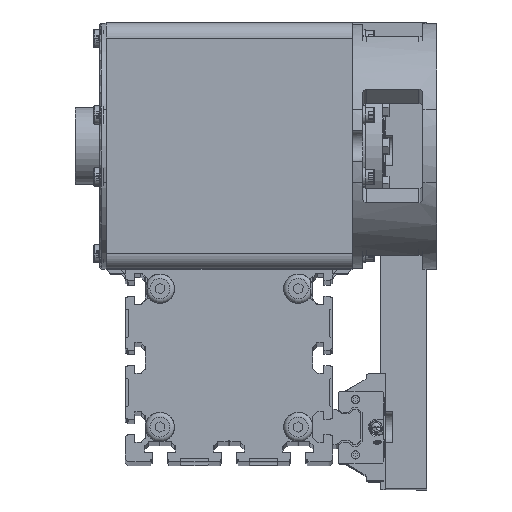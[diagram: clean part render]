
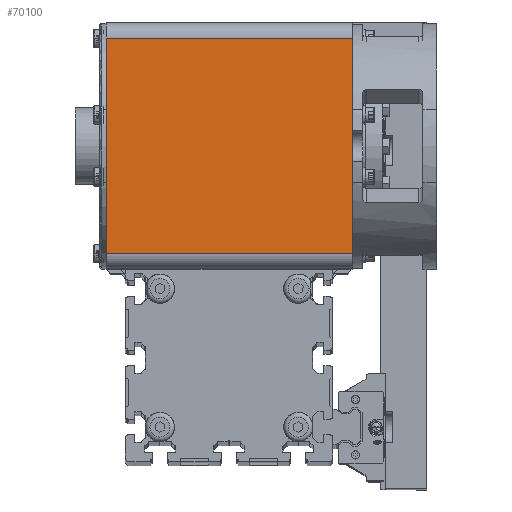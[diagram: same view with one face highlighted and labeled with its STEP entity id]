
A CAD part, top view. The second image highlights one B-rep face of the part: STEP entity #70100.
In plain terms, the highlighted face is planar.
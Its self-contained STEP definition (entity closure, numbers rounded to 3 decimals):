
#5865=PLANE('',#76212);
#12583=LINE('',#127533,#19582);
#12600=LINE('',#127615,#19599);
#12601=LINE('',#127616,#19600);
#12602=LINE('',#127617,#19601);
#19582=VECTOR('',#94476,10.);
#19599=VECTOR('',#94571,10.);
#19600=VECTOR('',#94572,10.);
#19601=VECTOR('',#94573,10.);
#24294=FACE_OUTER_BOUND('',#28300,.T.);
#28300=EDGE_LOOP('',(#65259,#65260,#65261,#65262));
#37055=VERTEX_POINT('',#127530);
#37056=VERTEX_POINT('',#127532);
#37081=VERTEX_POINT('',#127613);
#37082=VERTEX_POINT('',#127614);
#46515=EDGE_CURVE('',#37055,#37056,#12583,.T.);
#46555=EDGE_CURVE('',#37081,#37082,#12600,.T.);
#46556=EDGE_CURVE('',#37081,#37056,#12601,.T.);
#46557=EDGE_CURVE('',#37082,#37055,#12602,.T.);
#65259=ORIENTED_EDGE('',*,*,#46555,.F.);
#65260=ORIENTED_EDGE('',*,*,#46556,.T.);
#65261=ORIENTED_EDGE('',*,*,#46515,.F.);
#65262=ORIENTED_EDGE('',*,*,#46557,.F.);
#70100=ADVANCED_FACE('',(#24294),#5865,.T.);
#76212=AXIS2_PLACEMENT_3D('',#127612,#94569,#94570);
#94476=DIRECTION('',(0.,1.,0.));
#94569=DIRECTION('center_axis',(-1.,0.,0.));
#94570=DIRECTION('ref_axis',(0.,1.,0.));
#94571=DIRECTION('',(0.,-1.,0.));
#94572=DIRECTION('',(0.,0.,-1.));
#94573=DIRECTION('',(0.,0.,-1.));
#127530=CARTESIAN_POINT('',(-95.,-70.,-160.));
#127532=CARTESIAN_POINT('',(-95.,70.,-160.));
#127533=CARTESIAN_POINT('',(-95.,70.,-160.));
#127612=CARTESIAN_POINT('Origin',(-95.,-70.,0.));
#127613=CARTESIAN_POINT('',(-95.,70.,0.));
#127614=CARTESIAN_POINT('',(-95.,-70.,0.));
#127615=CARTESIAN_POINT('',(-95.,70.,0.));
#127616=CARTESIAN_POINT('',(-95.,70.,0.));
#127617=CARTESIAN_POINT('',(-95.,-70.,0.));
